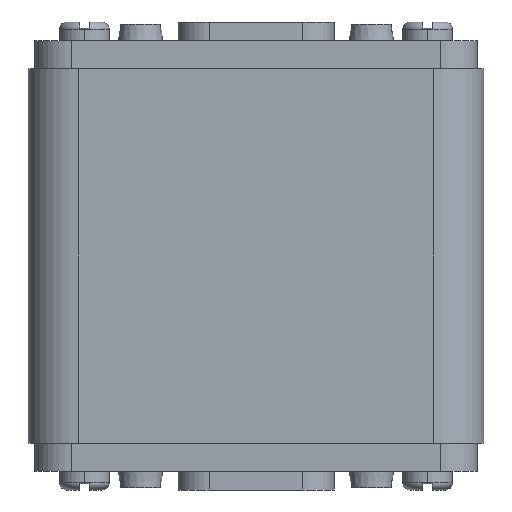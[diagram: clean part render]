
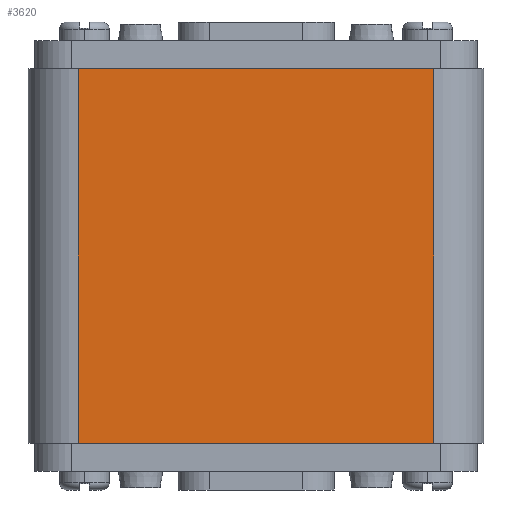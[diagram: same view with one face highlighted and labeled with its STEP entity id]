
A CAD part, front view. The second image highlights one B-rep face of the part: STEP entity #3620.
In plain terms, the highlighted planar face has unit normal (0, -1, 0).
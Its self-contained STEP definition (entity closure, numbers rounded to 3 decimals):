
#25=DIRECTION('',(1.,0.,0.));
#26=VECTOR('',#25,57.);
#27=CARTESIAN_POINT('',(-28.5,-36.5,-30.));
#28=LINE('',#27,#26);
#82=DIRECTION('',(0.,0.,-1.));
#83=VECTOR('',#82,60.);
#84=CARTESIAN_POINT('',(-28.5,-36.5,30.));
#85=LINE('',#84,#83);
#86=DIRECTION('',(0.,0.,-1.));
#87=VECTOR('',#86,60.);
#88=CARTESIAN_POINT('',(28.5,-36.5,30.));
#89=LINE('',#88,#87);
#120=DIRECTION('',(1.,0.,0.));
#121=VECTOR('',#120,57.);
#122=CARTESIAN_POINT('',(-28.5,-36.5,30.));
#123=LINE('',#122,#121);
#2914=CARTESIAN_POINT('',(-28.5,-36.5,-30.));
#2916=VERTEX_POINT('',#2914);
#2920=CARTESIAN_POINT('',(-28.5,-36.5,30.));
#2921=VERTEX_POINT('',#2920);
#2923=CARTESIAN_POINT('',(28.5,-36.5,-30.));
#2925=VERTEX_POINT('',#2923);
#2926=CARTESIAN_POINT('',(28.5,-36.5,30.));
#2927=VERTEX_POINT('',#2926);
#3607=CARTESIAN_POINT('',(-36.5,-36.5,-30.));
#3608=DIRECTION('',(0.,-1.,0.));
#3609=DIRECTION('',(1.,0.,0.));
#3610=AXIS2_PLACEMENT_3D('',#3607,#3608,#3609);
#3611=PLANE('',#3610);
#3613=ORIENTED_EDGE('',*,*,#3612,.F.);
#3615=ORIENTED_EDGE('',*,*,#3614,.T.);
#3616=ORIENTED_EDGE('',*,*,#3599,.T.);
#3617=ORIENTED_EDGE('',*,*,#3537,.F.);
#3618=EDGE_LOOP('',(#3613,#3615,#3616,#3617));
#3619=FACE_OUTER_BOUND('',#3618,.F.);
#3620=ADVANCED_FACE('',(#3619),#3611,.T.);
#3537=EDGE_CURVE('',#2916,#2925,#28,.T.);
#3599=EDGE_CURVE('',#2927,#2925,#89,.T.);
#3612=EDGE_CURVE('',#2921,#2916,#85,.T.);
#3614=EDGE_CURVE('',#2921,#2927,#123,.T.);
